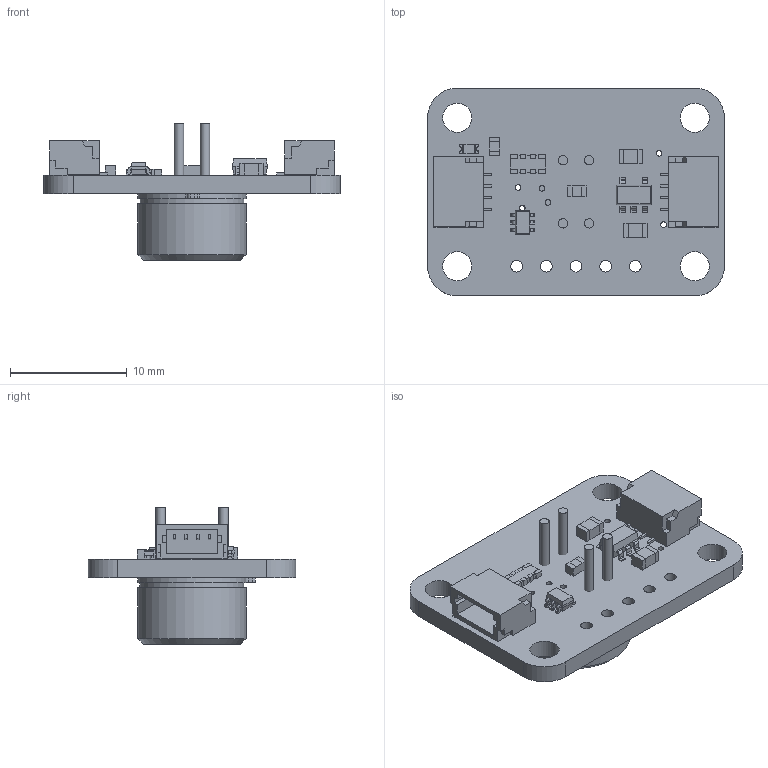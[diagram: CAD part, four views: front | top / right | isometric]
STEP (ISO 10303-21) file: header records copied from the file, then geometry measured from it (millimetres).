
FILE_DESCRIPTION(/* description */ (''),/* implementation_level */ '2;1');
FILE_NAME(/* name */ 'Adafruit MLX90640 IR Thermal Camera v2.step',/* time_stamp */ '2020-03-31T13:13:17-04:00',/* author */ (''),/* organization */ (''),/* preprocessor_version */ 'ST-DEVELOPER v18',/* originating_system */ 'Autodesk Translation Framework v8.12.0.6',/* authorisation */ '');
FILE_SCHEMA (('AUTOMOTIVE_DESIGN { 1 0 10303 214 3 1 1 }'));
Length unit declared in the file: millimetre
Products named in the file (11): Adafruit MLX90640 IR Thermal Camera; PCB Component; Board; 10uF; AP2112K-3.3; 10K; 4.7K; BSS138; STEMMA_I2C_QT; GREEN; MLX90640
Assembly tree (13 placements, depth 3):
  Adafruit MLX90640 IR Thermal Camera
    PCB Component
      Board
      10uF  x2
      AP2112K-3.3
      10K  x2
      4.7K
      BSS138
      STEMMA_I2C_QT  x2
      GREEN
      MLX90640
Bounding box: 25.4 x 17.78 x 11.7 mm (x, y, z)
Volume: 1109.2 mm3; surface area: 2161.7 mm2
Topology: 22 solids, 22 shells, 607 faces, 1609 edges, 1056 vertices
Faces by surface type: plane 503, cylinder 98, bspline 4, cone 2
Full cylindrical faces by diameter (mm): 0.483 x13, 0.6 x4, 0.8 x4, 1 x5, 1.2 x8, 2.5 x4, 2.6 x1, 8.9 x1, 9.3 x1
Entity records: 16028 total; most frequent: CARTESIAN_POINT 2721, ORIENTED_EDGE 2586, DIRECTION 2521, EDGE_CURVE 1293, LINE 1085, VECTOR 1085, VERTEX_POINT 846, AXIS2_PLACEMENT_3D 718
